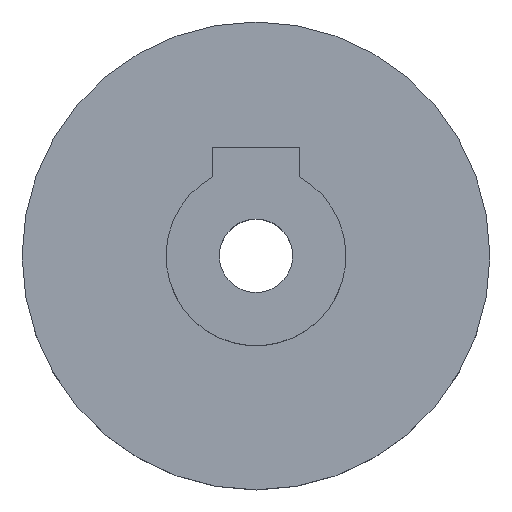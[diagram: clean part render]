
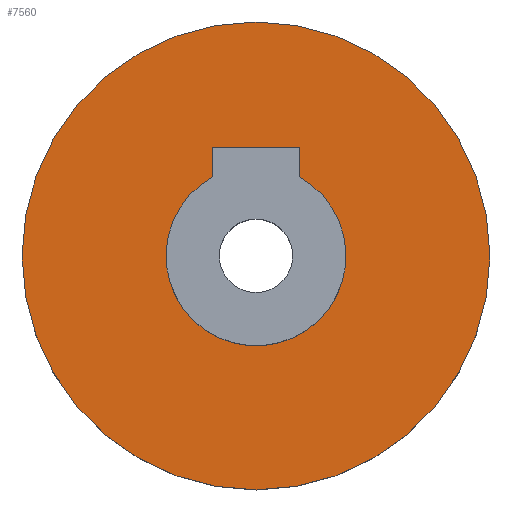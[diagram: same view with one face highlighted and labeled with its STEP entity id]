
A CAD part, top view. The second image highlights one B-rep face of the part: STEP entity #7560.
In plain terms, the highlighted planar face has unit normal (0, 0, 1).
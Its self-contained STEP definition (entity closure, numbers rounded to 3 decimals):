
#431=FACE_BOUND('',#1693,.T.);
#438=CIRCLE('',#7998,12.5);
#1244=CIRCLE('',#8810,32.5);
#1265=FACE_OUTER_BOUND('',#1692,.T.);
#1692=EDGE_LOOP('',(#5909));
#1693=EDGE_LOOP('',(#5910,#5911,#5912,#5913));
#2099=LINE('',#12129,#2529);
#2105=LINE('',#12141,#2535);
#2107=LINE('',#12144,#2537);
#2529=VECTOR('',#9220,10.);
#2535=VECTOR('',#9228,10.);
#2537=VECTOR('',#9232,10.);
#2958=VERTEX_POINT('',#12125);
#2960=VERTEX_POINT('',#12128);
#2963=VERTEX_POINT('',#12135);
#2965=VERTEX_POINT('',#12139);
#3786=VERTEX_POINT('',#13813);
#3789=EDGE_CURVE('',#2960,#2958,#2099,.T.);
#3795=EDGE_CURVE('',#2963,#2965,#2105,.T.);
#3797=EDGE_CURVE('',#2965,#2960,#2107,.T.);
#3821=EDGE_CURVE('',#2958,#2963,#438,.T.);
#4630=EDGE_CURVE('',#3786,#3786,#1244,.T.);
#5909=ORIENTED_EDGE('',*,*,#4630,.T.);
#5910=ORIENTED_EDGE('',*,*,#3789,.T.);
#5911=ORIENTED_EDGE('',*,*,#3821,.T.);
#5912=ORIENTED_EDGE('',*,*,#3795,.T.);
#5913=ORIENTED_EDGE('',*,*,#3797,.T.);
#7539=PLANE('',#8811);
#7560=ADVANCED_FACE('',(#1265,#431),#7539,.T.);
#7998=AXIS2_PLACEMENT_3D('',#12193,#9284,#9285);
#8810=AXIS2_PLACEMENT_3D('',#13814,#10911,#10912);
#8811=AXIS2_PLACEMENT_3D('',#13816,#10914,#10915);
#9220=DIRECTION('',(0.,-1.,0.));
#9228=DIRECTION('',(0.,1.,0.));
#9232=DIRECTION('',(1.,0.,0.));
#9284=DIRECTION('center_axis',(0.,0.,-1.));
#9285=DIRECTION('ref_axis',(-1.,0.,0.));
#10911=DIRECTION('center_axis',(0.,0.,1.));
#10912=DIRECTION('ref_axis',(-1.,0.,0.));
#10914=DIRECTION('center_axis',(0.,0.,1.));
#10915=DIRECTION('ref_axis',(-1.,0.,0.));
#12125=CARTESIAN_POINT('',(6.,10.966,10.));
#12128=CARTESIAN_POINT('',(6.,15.,10.));
#12129=CARTESIAN_POINT('',(6.,4.5,10.));
#12135=CARTESIAN_POINT('',(-6.,10.966,10.));
#12139=CARTESIAN_POINT('',(-6.,15.,10.));
#12141=CARTESIAN_POINT('',(-6.,4.5,10.));
#12144=CARTESIAN_POINT('',(0.,15.,10.));
#12193=CARTESIAN_POINT('Origin',(0.,0.,10.));
#13813=CARTESIAN_POINT('',(32.5,0.,10.));
#13814=CARTESIAN_POINT('Origin',(0.,0.,10.));
#13816=CARTESIAN_POINT('Origin',(0.,0.,10.));
